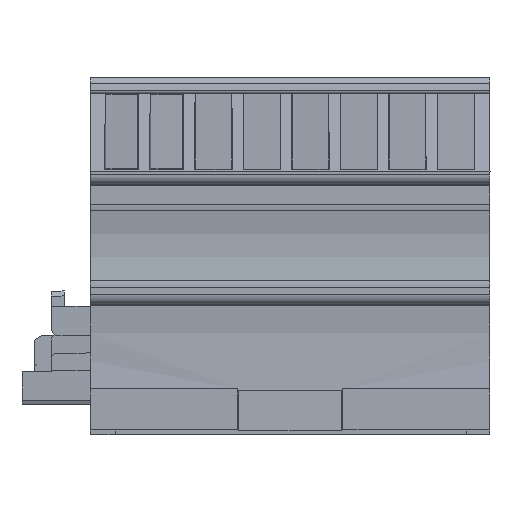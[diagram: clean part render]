
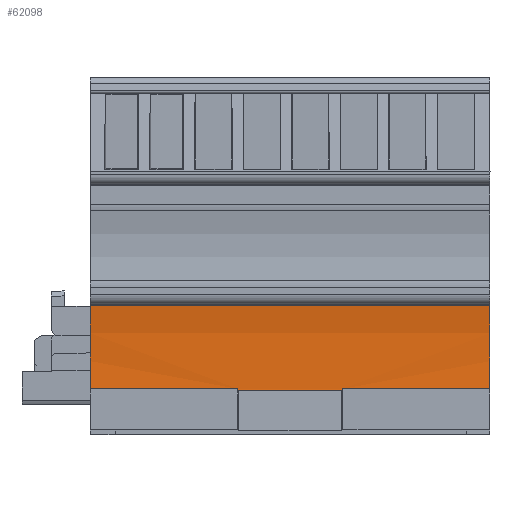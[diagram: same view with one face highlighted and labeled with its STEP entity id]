
A CAD part, front view. The second image highlights one B-rep face of the part: STEP entity #62098.
In plain terms, the highlighted cylindrical face has radius 32 mm (diameter 64 mm), a partial arc.
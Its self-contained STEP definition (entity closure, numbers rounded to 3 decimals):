
#3032=CYLINDRICAL_SURFACE('',#65416,32.);
#3057=ELLIPSE('',#65407,32.005,32.);
#3117=B_SPLINE_CURVE_WITH_KNOTS('',9,(#81606,#81607,#81608,#81609,#81610,
#81611,#81612,#81613,#81614,#81615),.UNSPECIFIED.,.F.,.U.,(10,10),(4.847,
4.936),.UNSPECIFIED.);
#3217=CIRCLE('',#65381,32.);
#3218=CIRCLE('',#65402,32.);
#3219=CIRCLE('',#65417,32.);
#3220=CIRCLE('',#65418,32.);
#3221=CIRCLE('',#65419,32.);
#3222=CIRCLE('',#65420,32.);
#3348=VERTEX_POINT('',#81472);
#3349=VERTEX_POINT('',#81474);
#3381=VERTEX_POINT('',#81583);
#3382=VERTEX_POINT('',#81584);
#3386=VERTEX_POINT('',#81594);
#3387=VERTEX_POINT('',#81597);
#3388=VERTEX_POINT('',#81599);
#3390=VERTEX_POINT('',#81605);
#3391=VERTEX_POINT('',#81618);
#3395=VERTEX_POINT('',#81642);
#3396=VERTEX_POINT('',#81644);
#3397=VERTEX_POINT('',#81648);
#3398=VERTEX_POINT('',#81650);
#3399=VERTEX_POINT('',#81653);
#3400=VERTEX_POINT('',#81656);
#3401=VERTEX_POINT('',#81658);
#9534=VECTOR('',#68944,1.);
#9536=VECTOR('',#68946,1.);
#9540=VECTOR('',#68952,1.);
#9552=VECTOR('',#68975,1.);
#9553=VECTOR('',#68982,1.);
#9554=VECTOR('',#68985,1.);
#9555=VECTOR('',#68986,1.);
#9556=VECTOR('',#68989,1.);
#18506=LINE('',#81595,#9534);
#18508=LINE('',#81598,#9536);
#18512=LINE('',#81617,#9540);
#18524=LINE('',#81645,#9552);
#18525=LINE('',#81651,#9553);
#18526=LINE('',#81654,#9554);
#18527=LINE('',#81655,#9555);
#18528=LINE('',#81659,#9556);
#27417=EDGE_CURVE('',#3349,#3348,#3217,.T.);
#27474=EDGE_CURVE('',#3381,#3382,#3218,.T.);
#27480=EDGE_CURVE('',#3382,#3386,#18506,.T.);
#27482=EDGE_CURVE('',#3388,#3387,#18508,.T.);
#27486=EDGE_CURVE('',#3386,#3390,#3117,.T.);
#27487=EDGE_CURVE('',#3390,#3391,#18512,.T.);
#27490=EDGE_CURVE('',#3391,#3388,#3057,.T.);
#27500=EDGE_CURVE('',#3395,#3396,#18524,.T.);
#27501=EDGE_CURVE('',#3395,#3397,#3219,.T.);
#27502=EDGE_CURVE('',#3398,#3396,#3220,.T.);
#27503=EDGE_CURVE('',#3398,#3381,#18525,.T.);
#27504=EDGE_CURVE('',#3399,#3387,#3221,.T.);
#27505=EDGE_CURVE('',#3399,#3349,#18526,.T.);
#27506=EDGE_CURVE('',#3348,#3400,#18527,.T.);
#27507=EDGE_CURVE('',#3400,#3401,#3222,.T.);
#27508=EDGE_CURVE('',#3401,#3397,#18528,.T.);
#36778=ORIENTED_EDGE('',*,*,#27501,.F.);
#36779=ORIENTED_EDGE('',*,*,#27500,.T.);
#36780=ORIENTED_EDGE('',*,*,#27502,.F.);
#36781=ORIENTED_EDGE('',*,*,#27503,.T.);
#36782=ORIENTED_EDGE('',*,*,#27474,.T.);
#36783=ORIENTED_EDGE('',*,*,#27480,.T.);
#36784=ORIENTED_EDGE('',*,*,#27486,.T.);
#36785=ORIENTED_EDGE('',*,*,#27487,.T.);
#36786=ORIENTED_EDGE('',*,*,#27490,.T.);
#36787=ORIENTED_EDGE('',*,*,#27482,.T.);
#36788=ORIENTED_EDGE('',*,*,#27504,.F.);
#36789=ORIENTED_EDGE('',*,*,#27505,.T.);
#36790=ORIENTED_EDGE('',*,*,#27417,.T.);
#36791=ORIENTED_EDGE('',*,*,#27506,.T.);
#36792=ORIENTED_EDGE('',*,*,#27507,.T.);
#36793=ORIENTED_EDGE('',*,*,#27508,.T.);
#54968=EDGE_LOOP('',(#36778,#36779,#36780,#36781,#36782,#36783,#36784,#36785,
#36786,#36787,#36788,#36789,#36790,#36791,#36792,#36793));
#58535=FACE_BOUND('',#54968,.T.);
#62098=ADVANCED_FACE('',(#58535),#3032,.F.);
#65381=AXIS2_PLACEMENT_3D('',#81473,#68858,#68859);
#65402=AXIS2_PLACEMENT_3D('',#81582,#68936,#68937);
#65407=AXIS2_PLACEMENT_3D('',#81623,#68956,#68957);
#65416=AXIS2_PLACEMENT_3D('',#81646,#68976,#68977);
#65417=AXIS2_PLACEMENT_3D('',#81647,#68978,#68979);
#65418=AXIS2_PLACEMENT_3D('',#81649,#68980,#68981);
#65419=AXIS2_PLACEMENT_3D('',#81652,#68983,#68984);
#65420=AXIS2_PLACEMENT_3D('',#81657,#68987,#68988);
#68858=DIRECTION('',(0.,0.,1.));
#68859=DIRECTION('',(31.761,-3.9,0.));
#68936=DIRECTION('',(0.,0.,1.));
#68937=DIRECTION('',(31.761,-3.9,0.));
#68944=DIRECTION('',(0.,0.,1.));
#68946=DIRECTION('',(0.,0.,1.));
#68952=DIRECTION('',(0.,0.,1.));
#68956=DIRECTION('',(0.,0.017,1.));
#68957=DIRECTION('',(0.,32.,-0.559));
#68975=DIRECTION('',(0.,0.,1.));
#68976=DIRECTION('',(0.,0.,1.));
#68977=DIRECTION('',(31.761,-3.9,0.));
#68978=DIRECTION('',(0.,0.,1.));
#68979=DIRECTION('',(31.761,-3.9,0.));
#68980=DIRECTION('',(0.,0.,1.));
#68981=DIRECTION('',(31.761,-3.9,0.));
#68982=DIRECTION('',(0.,0.,1.));
#68983=DIRECTION('',(0.,0.,1.));
#68984=DIRECTION('',(31.761,-3.9,0.));
#68985=DIRECTION('',(0.,0.,1.));
#68986=DIRECTION('',(0.,0.,1.));
#68987=DIRECTION('',(0.,0.,1.));
#68988=DIRECTION('',(31.761,-3.9,0.));
#68989=DIRECTION('',(0.,0.,-1.));
#81472=CARTESIAN_POINT('',(10.819,40.2,-83.145));
#81473=CARTESIAN_POINT('',(42.555,36.1,-83.145));
#81474=CARTESIAN_POINT('',(11.423,43.5,-83.145));
#81582=CARTESIAN_POINT('',(42.555,36.1,-93.564));
#81583=CARTESIAN_POINT('',(11.423,43.5,-93.564));
#81584=CARTESIAN_POINT('',(10.845,40.4,-93.564));
#81594=CARTESIAN_POINT('',(10.845,40.4,-92.042));
#81595=CARTESIAN_POINT('',(10.845,40.4,-93.564));
#81597=CARTESIAN_POINT('',(10.845,40.4,-83.258));
#81598=CARTESIAN_POINT('',(10.845,40.4,-84.742));
#81599=CARTESIAN_POINT('',(10.845,40.4,-84.742));
#81605=CARTESIAN_POINT('',(11.353,43.2,-91.993));
#81606=CARTESIAN_POINT('',(10.845,40.4,-92.042));
#81607=CARTESIAN_POINT('',(10.888,40.713,-92.036));
#81608=CARTESIAN_POINT('',(10.934,41.026,-92.031));
#81609=CARTESIAN_POINT('',(10.983,41.339,-92.025));
#81610=CARTESIAN_POINT('',(11.036,41.651,-92.02));
#81611=CARTESIAN_POINT('',(11.093,41.962,-92.014));
#81612=CARTESIAN_POINT('',(11.153,42.273,-92.009));
#81613=CARTESIAN_POINT('',(11.216,42.582,-92.004));
#81614=CARTESIAN_POINT('',(11.283,42.892,-91.998));
#81615=CARTESIAN_POINT('',(11.353,43.2,-91.993));
#81617=CARTESIAN_POINT('',(11.353,43.2,-91.993));
#81618=CARTESIAN_POINT('',(11.353,43.2,-84.791));
#81623=CARTESIAN_POINT('',(42.555,36.1,-84.667));
#81642=CARTESIAN_POINT('',(10.819,40.2,-108.395));
#81644=CARTESIAN_POINT('',(10.819,40.2,-93.645));
#81645=CARTESIAN_POINT('',(10.819,40.2,-108.395));
#81646=CARTESIAN_POINT('',(42.555,36.1,-115.895));
#81647=CARTESIAN_POINT('',(42.555,36.1,-108.395));
#81648=CARTESIAN_POINT('',(10.838,31.853,-108.395));
#81649=CARTESIAN_POINT('',(42.555,36.1,-93.645));
#81650=CARTESIAN_POINT('',(11.423,43.5,-93.645));
#81651=CARTESIAN_POINT('',(11.423,43.5,-93.645));
#81652=CARTESIAN_POINT('',(42.555,36.1,-83.258));
#81653=CARTESIAN_POINT('',(11.423,43.5,-83.258));
#81654=CARTESIAN_POINT('',(11.423,43.5,-83.258));
#81655=CARTESIAN_POINT('',(10.819,40.2,-83.145));
#81656=CARTESIAN_POINT('',(10.819,40.2,-68.395));
#81657=CARTESIAN_POINT('',(42.555,36.1,-68.395));
#81658=CARTESIAN_POINT('',(10.838,31.853,-68.395));
#81659=CARTESIAN_POINT('',(10.838,31.853,-68.395));
